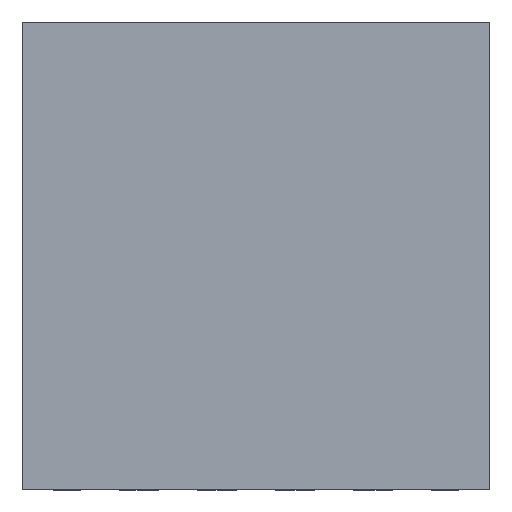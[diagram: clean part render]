
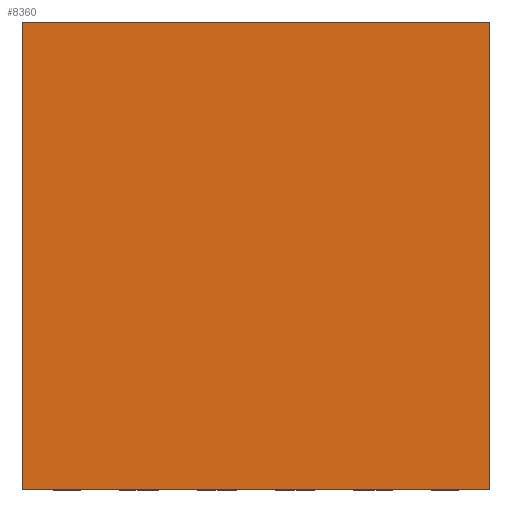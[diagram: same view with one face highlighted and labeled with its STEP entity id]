
A CAD part, top view. The second image highlights one B-rep face of the part: STEP entity #8360.
In plain terms, the highlighted face is planar.
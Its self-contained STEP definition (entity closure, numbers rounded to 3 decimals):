
#6515=DIRECTION('',(1.,0.,0.));
#6516=VECTOR('',#6515,3.);
#6517=CARTESIAN_POINT('',(-1.5,0.775,1.5));
#6518=LINE('',#6517,#6516);
#6522=DIRECTION('',(0.,0.,1.));
#6523=VECTOR('',#6522,3.);
#6524=CARTESIAN_POINT('',(-1.5,0.775,-1.5));
#6525=LINE('',#6524,#6523);
#6529=DIRECTION('',(-1.,0.,0.));
#6530=VECTOR('',#6529,3.);
#6531=CARTESIAN_POINT('',(1.5,0.775,-1.5));
#6532=LINE('',#6531,#6530);
#6536=DIRECTION('',(0.,0.,-1.));
#6537=VECTOR('',#6536,3.);
#6538=CARTESIAN_POINT('',(1.5,0.775,1.5));
#6539=LINE('',#6538,#6537);
#7082=CARTESIAN_POINT('',(-1.5,0.775,1.5));
#7083=CARTESIAN_POINT('',(1.5,0.775,1.5));
#7084=VERTEX_POINT('',#7082);
#7085=VERTEX_POINT('',#7083);
#7086=CARTESIAN_POINT('',(1.5,0.775,-1.5));
#7087=VERTEX_POINT('',#7086);
#7088=CARTESIAN_POINT('',(-1.5,0.775,-1.5));
#7089=VERTEX_POINT('',#7088);
#8347=CARTESIAN_POINT('',(0.,0.775,0.));
#8348=DIRECTION('',(0.,1.,0.));
#8349=DIRECTION('',(1.,0.,0.));
#8350=AXIS2_PLACEMENT_3D('',#8347,#8348,#8349);
#8351=PLANE('',#8350);
#8352=ORIENTED_EDGE('',*,*,#8283,.F.);
#8353=ORIENTED_EDGE('',*,*,#7771,.F.);
#8355=ORIENTED_EDGE('',*,*,#8354,.F.);
#8357=ORIENTED_EDGE('',*,*,#8356,.F.);
#8358=EDGE_LOOP('',(#8352,#8353,#8355,#8357));
#8359=FACE_OUTER_BOUND('',#8358,.F.);
#7771=EDGE_CURVE('',#7089,#7084,#6525,.T.);
#8283=EDGE_CURVE('',#7084,#7085,#6518,.T.);
#8354=EDGE_CURVE('',#7087,#7089,#6532,.T.);
#8356=EDGE_CURVE('',#7085,#7087,#6539,.T.);
#8360=ADVANCED_FACE('',(#8359),#8351,.T.);
